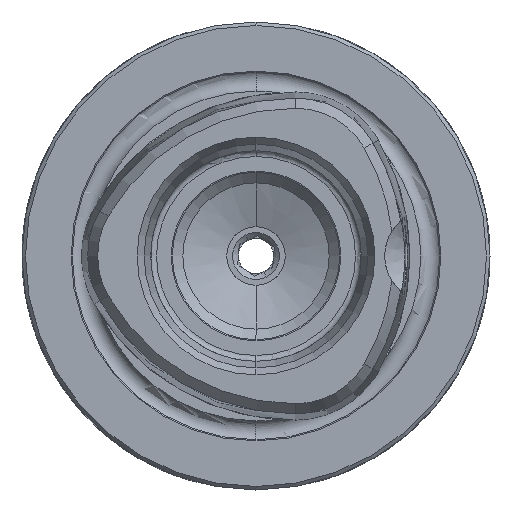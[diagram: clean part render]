
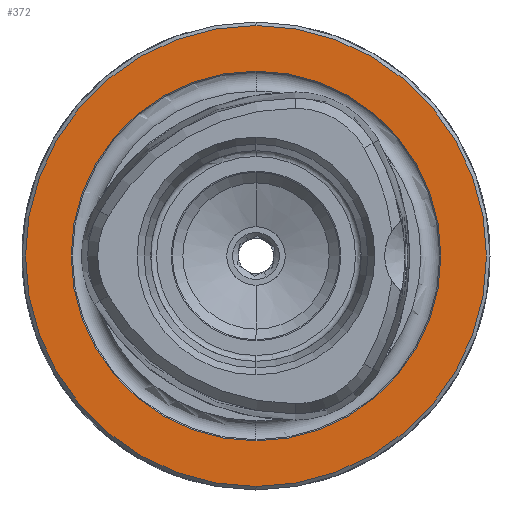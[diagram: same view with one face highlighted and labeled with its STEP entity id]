
A CAD part, left-side view. The second image highlights one B-rep face of the part: STEP entity #372.
In plain terms, the highlighted planar face has unit normal (-1, 0, 0).
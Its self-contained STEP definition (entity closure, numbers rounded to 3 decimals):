
#372 = ADVANCED_FACE ( 'NONE', ( #2392, #3796 ), #3675, .F. ) ;
#462 = DIRECTION ( 'NONE',  ( -1., 0., 0. ) ) ;
#682 = CARTESIAN_POINT ( 'NONE',  ( 0., 0., 0. ) ) ;
#712 = VERTEX_POINT ( 'NONE', #8063 ) ;
#810 = CIRCLE ( 'NONE', #5940, 15.8 ) ;
#903 = CIRCLE ( 'NONE', #3909, 19.7 ) ;
#1120 = ORIENTED_EDGE ( 'NONE', *, *, #2908, .T. ) ;
#1136 = DIRECTION ( 'NONE',  ( 0., 0., 1. ) ) ;
#1332 = DIRECTION ( 'NONE',  ( 0., 0., 1. ) ) ;
#1344 = EDGE_LOOP ( 'NONE', ( #7211, #1120 ) ) ;
#1452 = VERTEX_POINT ( 'NONE', #5532 ) ;
#1597 = CARTESIAN_POINT ( 'NONE',  ( 0., 0., -19.7 ) ) ;
#2227 = EDGE_CURVE ( 'NONE', #4445, #712, #810, .T. ) ;
#2392 = FACE_BOUND ( 'NONE', #6404, .T. ) ;
#2836 = ORIENTED_EDGE ( 'NONE', *, *, #5596, .F. ) ;
#2904 = DIRECTION ( 'NONE',  ( 0., 0., 1. ) ) ;
#2908 = EDGE_CURVE ( 'NONE', #1452, #6858, #903, .T. ) ;
#3195 = DIRECTION ( 'NONE',  ( -1., 0., 0. ) ) ;
#3675 = PLANE ( 'NONE',  #3695 ) ;
#3695 = AXIS2_PLACEMENT_3D ( 'NONE', #8218, #6285, #6937 ) ;
#3796 = FACE_OUTER_BOUND ( 'NONE', #1344, .T. ) ;
#3849 = CARTESIAN_POINT ( 'NONE',  ( 0., 0., 0. ) ) ;
#3909 = AXIS2_PLACEMENT_3D ( 'NONE', #3849, #3195, #4474 ) ;
#4172 = ORIENTED_EDGE ( 'NONE', *, *, #2227, .F. ) ;
#4309 = CARTESIAN_POINT ( 'NONE',  ( 0., 0., 15.8 ) ) ;
#4318 = CARTESIAN_POINT ( 'NONE',  ( 0., 0., 0. ) ) ;
#4445 = VERTEX_POINT ( 'NONE', #4309 ) ;
#4474 = DIRECTION ( 'NONE',  ( 0., 0., 1. ) ) ;
#5532 = CARTESIAN_POINT ( 'NONE',  ( 0., 0., 19.7 ) ) ;
#5596 = EDGE_CURVE ( 'NONE', #712, #4445, #7764, .T. ) ;
#5660 = AXIS2_PLACEMENT_3D ( 'NONE', #7422, #6042, #2904 ) ;
#5940 = AXIS2_PLACEMENT_3D ( 'NONE', #4318, #462, #1136 ) ;
#6042 = DIRECTION ( 'NONE',  ( -1., 0., 0. ) ) ;
#6205 = AXIS2_PLACEMENT_3D ( 'NONE', #682, #7083, #1332 ) ;
#6285 = DIRECTION ( 'NONE',  ( 1., 0., 0. ) ) ;
#6404 = EDGE_LOOP ( 'NONE', ( #4172, #2836 ) ) ;
#6513 = CIRCLE ( 'NONE', #6205, 19.7 ) ;
#6858 = VERTEX_POINT ( 'NONE', #1597 ) ;
#6937 = DIRECTION ( 'NONE',  ( 0., 0., -1. ) ) ;
#7083 = DIRECTION ( 'NONE',  ( -1., 0., 0. ) ) ;
#7211 = ORIENTED_EDGE ( 'NONE', *, *, #7282, .T. ) ;
#7282 = EDGE_CURVE ( 'NONE', #6858, #1452, #6513, .T. ) ;
#7422 = CARTESIAN_POINT ( 'NONE',  ( 0., 0., 0. ) ) ;
#7764 = CIRCLE ( 'NONE', #5660, 15.8 ) ;
#8063 = CARTESIAN_POINT ( 'NONE',  ( 0., 0., -15.8 ) ) ;
#8218 = CARTESIAN_POINT ( 'NONE',  ( 0., 15.8, 0. ) ) ;
